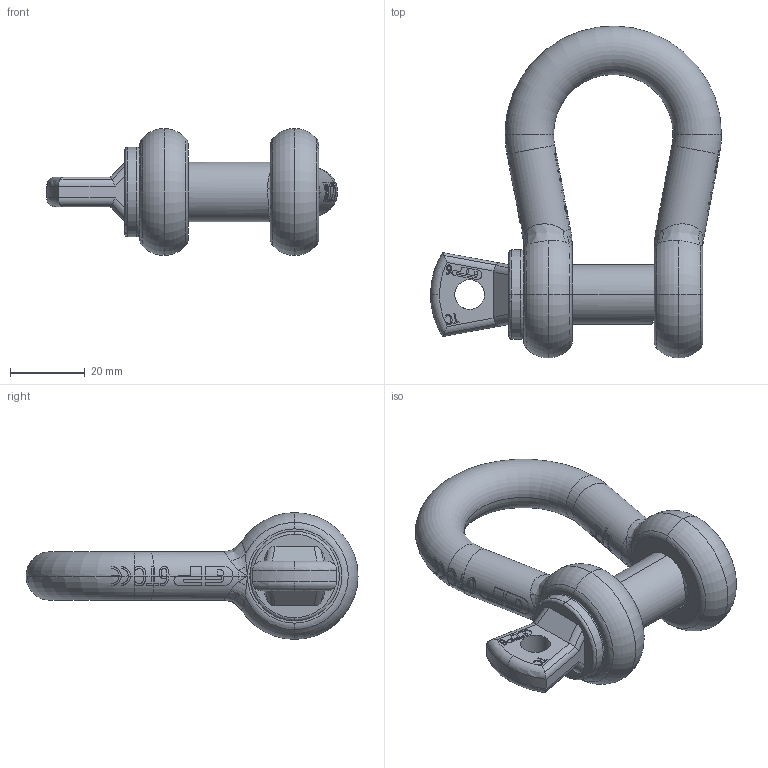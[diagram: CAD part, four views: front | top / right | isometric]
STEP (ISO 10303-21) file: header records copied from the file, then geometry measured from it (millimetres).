
FILE_DESCRIPTION(('.'),'2;1');
FILE_NAME('GPGHBB13.stp','2012-01-15T12:39:04+00:00',('.'),('.'),'','STEP AP214','.');
FILE_SCHEMA(('AUTOMOTIVE_DESIGN { 1 0 10303 214 1 1 1 1 }'));
Length unit declared in the file: millimetre
Products named in the file (3): GPGHBB13; 2; 2_1
Assembly tree (2 placements, depth 2):
  GPGHBB13
    2
    2_1
Bounding box: 78 x 89 x 34 mm (x, y, z)
Volume: 46175.8 mm3; surface area: 16133.7 mm2
Topology: 2 solids, 2 shells, 580 faces, 1859 edges, 1286 vertices
Faces by surface type: plane 212, bspline 179, cylinder 128, torus 58, cone 3
Entity records: 25529 total; most frequent: CARTESIAN_POINT 11289, ORIENTED_EDGE 3702, EDGE_CURVE 1851, DIRECTION 1375, VERTEX_POINT 1286, B_SPLINE_CURVE_WITH_KNOTS 1198, EDGE_LOOP 597, ADVANCED_FACE 580
